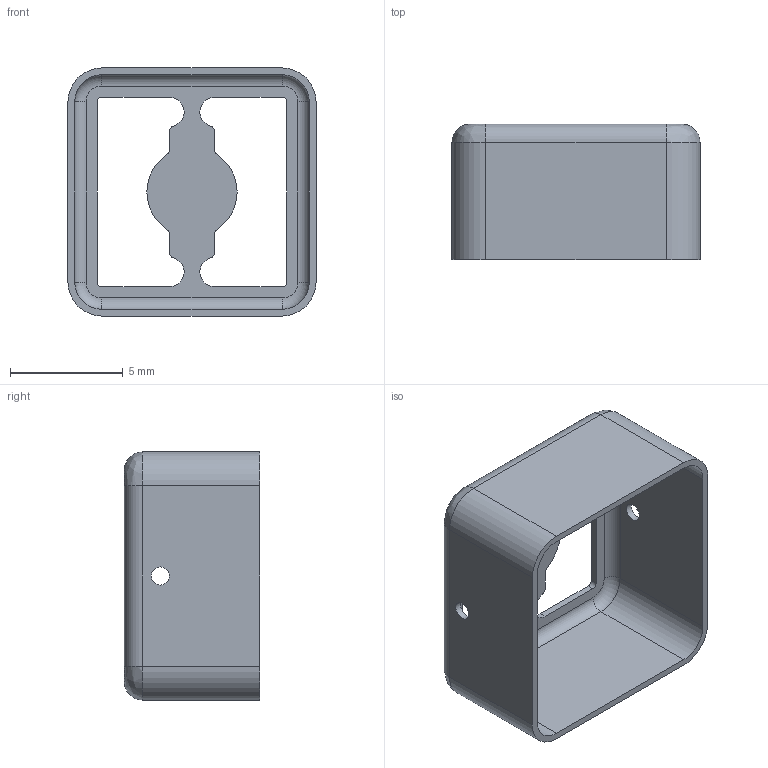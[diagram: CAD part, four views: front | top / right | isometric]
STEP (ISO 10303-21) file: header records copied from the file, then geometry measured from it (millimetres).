
FILE_DESCRIPTION( ( 'Unknown' ), '1' );
FILE_NAME( '36701106.stp', 'Unknown', ( 'Unknown' ), ( 'Unknown' ), 'PSStep 21.0.46', 'Unknown', ' ' );
FILE_SCHEMA( ( 'AUTOMOTIVE_DESIGN { 1 0 10303 214 1 1 1 1 }' ) );
Length unit declared in the file: millimetre
Products named in the file (1): MS110-20F
Bounding box: 11 x 6 x 11 mm (x, y, z)
Volume: 85.7 mm3; surface area: 600.5 mm2
Topology: 1 solids, 1 shells, 65 faces, 172 edges, 110 vertices
Faces by surface type: cylinder 36, plane 21, torus 4, bspline 4
Full cylindrical faces by diameter (mm): 0.8 x2
Entity records: 2602 total; most frequent: CARTESIAN_POINT 402, DIRECTION 372, ORIENTED_EDGE 336, EDGE_CURVE 168, AXIS2_PLACEMENT_3D 142, VERTEX_POINT 108, LINE 88, VECTOR 88
